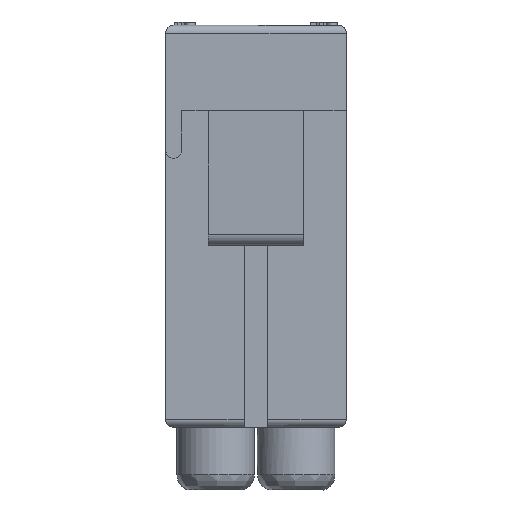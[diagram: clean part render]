
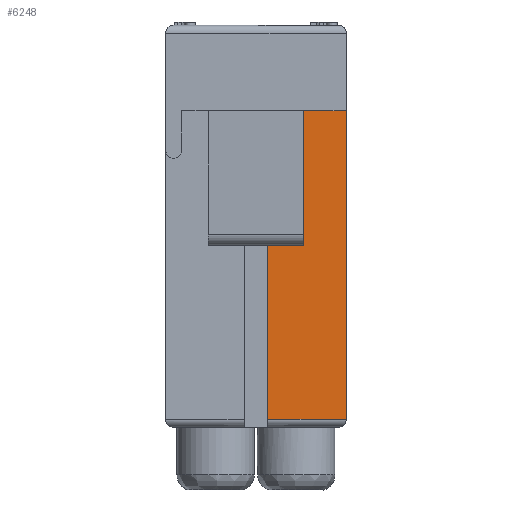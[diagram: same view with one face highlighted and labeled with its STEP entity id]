
A CAD part, left-side view. The second image highlights one B-rep face of the part: STEP entity #6248.
In plain terms, the highlighted planar face has unit normal (-1, 0, 0).
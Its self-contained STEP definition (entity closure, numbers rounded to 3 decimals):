
#2358=PLANE('',#14161);
#2826=FACE_OUTER_BOUND('',#7344,.T.);
#3349=LINE('',#18597,#4396);
#3706=LINE('',#19588,#4775);
#3723=LINE('',#19657,#4792);
#3725=LINE('',#19661,#4794);
#3726=LINE('',#19664,#4795);
#3727=LINE('',#19665,#4796);
#4396=VECTOR('',#14875,1.);
#4775=VECTOR('',#15662,1.);
#4792=VECTOR('',#15705,1.);
#4794=VECTOR('',#15709,1.);
#4795=VECTOR('',#15710,1.);
#4796=VECTOR('',#15711,1.);
#6248=ADVANCED_FACE('',(#2826),#2358,.T.);
#7344=EDGE_LOOP('',(#9039,#9040,#9041,#9042,#9043,#9044));
#9039=ORIENTED_EDGE('',*,*,#12730,.T.);
#9040=ORIENTED_EDGE('',*,*,#12731,.T.);
#9041=ORIENTED_EDGE('',*,*,#12728,.T.);
#9042=ORIENTED_EDGE('',*,*,#12280,.T.);
#9043=ORIENTED_EDGE('',*,*,#12705,.T.);
#9044=ORIENTED_EDGE('',*,*,#12732,.F.);
#11154=VERTEX_POINT('',#18598);
#11155=VERTEX_POINT('',#18599);
#11443=VERTEX_POINT('',#19587);
#11455=VERTEX_POINT('',#19658);
#11456=VERTEX_POINT('',#19662);
#11457=VERTEX_POINT('',#19663);
#12280=EDGE_CURVE('',#11154,#11155,#3349,.T.);
#12705=EDGE_CURVE('',#11155,#11443,#3706,.T.);
#12728=EDGE_CURVE('',#11455,#11154,#3723,.T.);
#12730=EDGE_CURVE('',#11456,#11457,#3725,.T.);
#12731=EDGE_CURVE('',#11457,#11455,#3726,.T.);
#12732=EDGE_CURVE('',#11456,#11443,#3727,.T.);
#14161=AXIS2_PLACEMENT_3D('',#19666,#15712,#15713);
#14875=DIRECTION('',(0.,0.,1.));
#15662=DIRECTION('',(0.,1.,0.));
#15705=DIRECTION('',(0.,1.,0.));
#15709=DIRECTION('',(0.,-1.,0.));
#15710=DIRECTION('',(0.,0.,1.));
#15711=DIRECTION('',(0.,0.,1.));
#15712=DIRECTION('',(-1.,0.,0.));
#15713=DIRECTION('',(0.,-1.,0.));
#18597=CARTESIAN_POINT('',(47.9,-39.975,33.5));
#18598=CARTESIAN_POINT('',(47.9,-39.975,33.5));
#18599=CARTESIAN_POINT('',(47.9,-39.975,38.9));
#19587=CARTESIAN_POINT('',(47.9,-37.45,38.9));
#19588=CARTESIAN_POINT('',(47.9,-39.975,38.9));
#19657=CARTESIAN_POINT('',(47.9,-42.4,33.5));
#19658=CARTESIAN_POINT('',(47.9,-42.4,33.5));
#19661=CARTESIAN_POINT('',(47.9,-37.45,14.));
#19662=CARTESIAN_POINT('',(47.9,-37.45,14.));
#19663=CARTESIAN_POINT('',(47.9,-42.4,14.));
#19664=CARTESIAN_POINT('',(47.9,-42.4,14.));
#19665=CARTESIAN_POINT('',(47.9,-37.45,14.));
#19666=CARTESIAN_POINT('',(47.9,-37.35,13.4));
